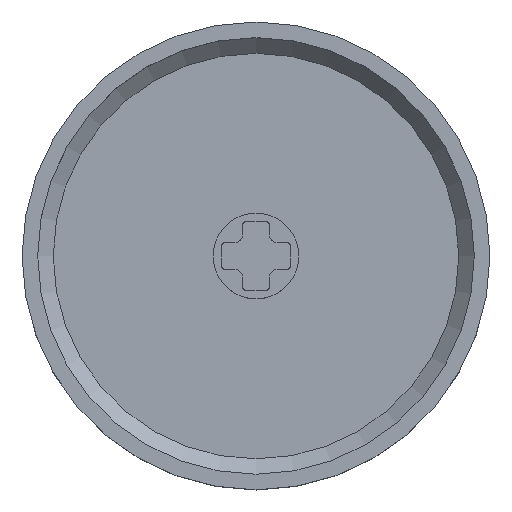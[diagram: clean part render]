
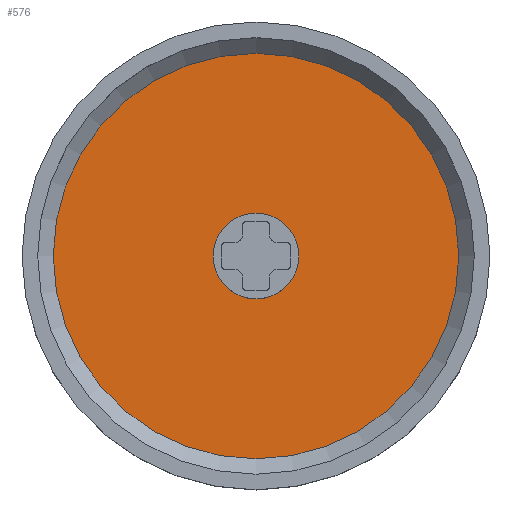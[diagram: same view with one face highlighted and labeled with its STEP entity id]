
A CAD part, top view. The second image highlights one B-rep face of the part: STEP entity #576.
In plain terms, the highlighted planar face has unit normal (0, 0, 1).
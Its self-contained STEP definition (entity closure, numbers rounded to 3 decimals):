
#15=FACE_BOUND('',#89,.T.);
#19=PLANE('',#629);
#54=FACE_OUTER_BOUND('',#88,.T.);
#88=EDGE_LOOP('',(#413));
#89=EDGE_LOOP('',(#414));
#231=CIRCLE('',#628,13.);
#232=CIRCLE('',#630,2.75);
#263=VERTEX_POINT('',#888);
#264=VERTEX_POINT('',#892);
#322=EDGE_CURVE('',#263,#263,#231,.T.);
#323=EDGE_CURVE('',#264,#264,#232,.T.);
#413=ORIENTED_EDGE('',*,*,#322,.F.);
#414=ORIENTED_EDGE('',*,*,#323,.T.);
#576=ADVANCED_FACE('',(#54,#15),#19,.T.);
#628=AXIS2_PLACEMENT_3D('',#890,#707,#708);
#629=AXIS2_PLACEMENT_3D('',#891,#709,#710);
#630=AXIS2_PLACEMENT_3D('',#893,#711,#712);
#707=DIRECTION('center_axis',(0.,0.,-1.));
#708=DIRECTION('ref_axis',(1.,0.,0.));
#709=DIRECTION('center_axis',(0.,0.,1.));
#710=DIRECTION('ref_axis',(1.,0.,0.));
#711=DIRECTION('center_axis',(0.,0.,-1.));
#712=DIRECTION('ref_axis',(-1.,0.,0.));
#888=CARTESIAN_POINT('',(-13.,0.,1.8));
#890=CARTESIAN_POINT('Origin',(0.,0.,1.8));
#891=CARTESIAN_POINT('Origin',(0.,0.,1.8));
#892=CARTESIAN_POINT('',(2.75,0.,1.8));
#893=CARTESIAN_POINT('Origin',(0.,0.,1.8));
